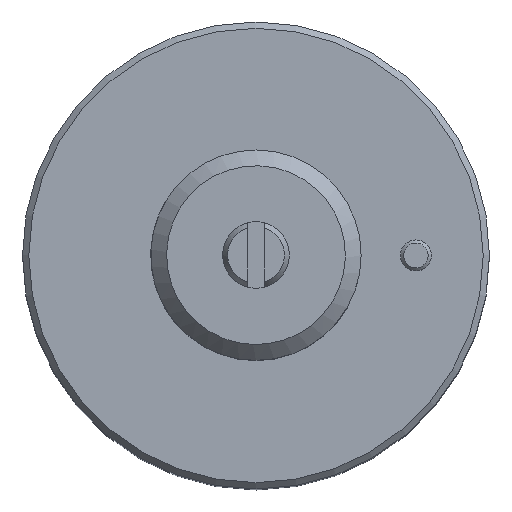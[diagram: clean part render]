
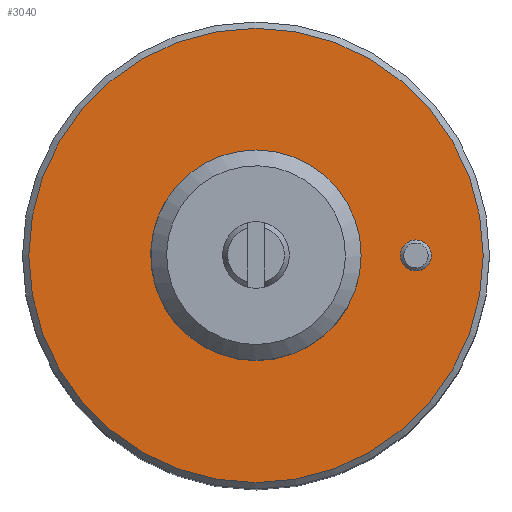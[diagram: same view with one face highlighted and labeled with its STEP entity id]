
A CAD part, top view. The second image highlights one B-rep face of the part: STEP entity #3040.
In plain terms, the highlighted planar face has unit normal (0, 0, 1).
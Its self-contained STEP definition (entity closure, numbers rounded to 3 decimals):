
#3040=ADVANCED_FACE('', (#3050,#3060,#3070), #3080, .T.);
#11840=AXIS2_PLACEMENT_3D('Ax2Pl3d', #11850, #11860, #11870);
#11880=AXIS2_PLACEMENT_3D('Ax2Pl3d', #11890, #11900, #11910);
#11920=AXIS2_PLACEMENT_3D('Ax2Pl3d', #11930, #11940, #11950);
#11960=AXIS2_PLACEMENT_3D('Ax2Pl3d', #11970, #11980, #11990);
#11850=CARTESIAN_POINT('HicPkt', (0.,0.,0.));
#16990=CARTESIAN_POINT('', (0.,10.8,0.));
#11890=CARTESIAN_POINT('HicPkt', (0.,10.8,0.));
#11930=CARTESIAN_POINT('HicPkt', (0.,0.,0.));
#17000=CARTESIAN_POINT('', (0.,-5.,0.));
#11970=CARTESIAN_POINT('HicPkt', (7.6,0.,0.));
#17010=CARTESIAN_POINT('', (7.6,0.735,0.));
#18240=CIRCLE('Circle', #11840, 10.8);
#18250=CIRCLE('Circle', #11920, 5.);
#18260=CIRCLE('Circle', #11960, 0.735);
#11860=DIRECTION('Axis', (0.,0.,-1.));
#11870=DIRECTION('RefDirection', (-1.,-0.,0.));
#11900=DIRECTION('Axis', (0.,0.,1.));
#11910=DIRECTION('RefDirection', (1.,0.,-0.));
#11940=DIRECTION('Axis', (0.,0.,-1.));
#11950=DIRECTION('RefDirection', (-1.,-0.,0.));
#11980=DIRECTION('Axis', (0.,0.,-1.));
#11990=DIRECTION('RefDirection', (-1.,-0.,0.));
#27280=EDGE_CURVE('', #27290, #27290, #18240, .T.);
#27300=EDGE_CURVE('', #27310, #27310, #18250, .T.);
#27320=EDGE_CURVE('', #27330, #27330, #18260, .T.);
#32020=EDGE_LOOP('Edge_loop', (#32030));
#32040=EDGE_LOOP('Edge_loop', (#32050));
#32060=EDGE_LOOP('Edge_loop', (#32070));
#3060=FACE_BOUND('', #32040, .T.);
#3070=FACE_BOUND('', #32060, .T.);
#3050=FACE_OUTER_BOUND('Face_outer_bound', #32020, .T.);
#32030=ORIENTED_EDGE('', *, *, #27280, .F.);
#32050=ORIENTED_EDGE('', *, *, #27300, .T.);
#32070=ORIENTED_EDGE('', *, *, #27320, .T.);
#3080=PLANE('Plane', #11880);
#27290=VERTEX_POINT('', #16990);
#27310=VERTEX_POINT('', #17000);
#27330=VERTEX_POINT('', #17010);
